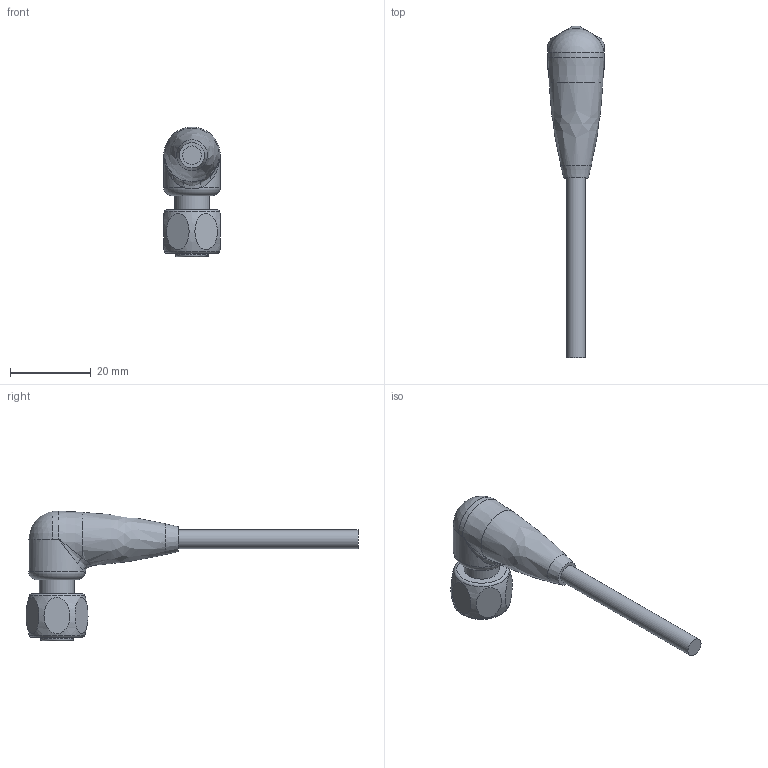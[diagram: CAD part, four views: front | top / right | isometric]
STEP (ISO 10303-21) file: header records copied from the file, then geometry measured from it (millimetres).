
FILE_DESCRIPTION(/* description */ (''),/* implementation_level */ '2;1');
FILE_NAME(/* name */ '5025233__Umspritzung_part_269980.stp',/* time_stamp */ '2016-05-24T06:51:07+02:00',/* author */ (''),/* organization */ (''),/* preprocessor_version */ 'ST-DEVELOPER v16',/* originating_system */ 'SIEMENS PLM Software NX 10.0',/* authorisation */ '');
FILE_SCHEMA (('AUTOMOTIVE_DESIGN { 1 0 10303 214 3 1 1 1 }'));
Length unit declared in the file: millimetre
Products named in the file (1): t.he0AE4FCE9nym6
Bounding box: 14 x 82.23 x 32.19 mm (x, y, z)
Surface area: 3533.3 mm2 (no closed solid volume)
Topology: 0 solids, 1 shells, 88 faces, 199 edges, 130 vertices
Faces by surface type: plane 34, cylinder 32, bspline 8, cone 8, torus 5, sphere 1
Full cylindrical faces by diameter (mm): 1.15 x5, 4.6 x1, 8.7 x1, 10.95 x1
Entity records: 2678 total; most frequent: CARTESIAN_POINT 780, DIRECTION 406, ORIENTED_EDGE 340, AXIS2_PLACEMENT_3D 175, EDGE_CURVE 170, EDGE_LOOP 127, VERTEX_POINT 123, CIRCLE 94
